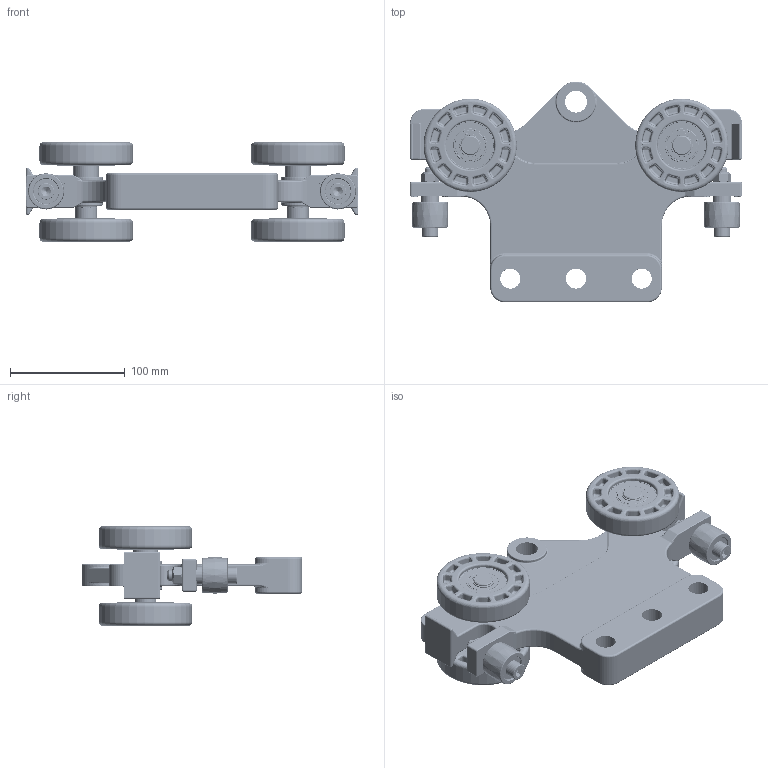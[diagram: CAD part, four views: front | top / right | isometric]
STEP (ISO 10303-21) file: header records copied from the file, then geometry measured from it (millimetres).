
FILE_DESCRIPTION((''),'2;1');
FILE_NAME('20024 THREE HOLE MOUNT KICKUP TROLLEY.stp','2011-03-29T12:37:53',('jholman'),(''),'Autodesk Inventor 2011','Autodesk Inventor 2011','');
FILE_SCHEMA(('AUTOMOTIVE_DESIGN { 1 0 10303 214 1 1 1 1 }'));
Length unit declared in the file: inch
Products named in the file (15): 20024; 3D11B4B4C; 3D11JDF4B; 3D11I6B4A; 3D11H6B4A; 3D11ODF4B; 3D11KDF4A; 3D11MDF4A; 3D11LDF4A; 3D11NDF4A; Hex Nut - UNC (Regular Thread - Inch) 3/8 - 16; Unbrako UNC Hex Socket Cap - Inch 3/8 x 2; 32045; 3D11HDF4B; 3D11IDF4A
Assembly tree (26 placements, depth 3):
  20024
    3D11B4B4C
    3D11JDF4B  x2
    3D11I6B4A  x2
    3D11H6B4A  x4
    3D11ODF4B  x2
      3D11KDF4A
      3D11MDF4A
      3D11LDF4A
      3D11NDF4A
    Hex Nut - UNC (Regular Thread - Inch) 3/8 - 16  x2
    Unbrako UNC Hex Socket Cap - Inch 3/8 x 2  x2
    32045  x4
      3D11HDF4B
      3D11IDF4A
Bounding box: 288.93 x 192.02 x 87.23 mm (x, y, z)
Volume: 1055927.3 mm3; surface area: 243108.6 mm2
Topology: 29 solids, 31 shells, 4281 faces, 9846 edges, 5377 vertices
Faces by surface type: plane 1097, bspline 1068, torus 762, cylinder 648, sphere 452, cone 254
Full cylindrical faces by diameter (mm): 1.016 x8, 1.321 x4, 7.798 x2, 9.525 x10, 9.754 x2, 12.7 x4, 14.3 x2, 15.875 x2, 15.977 x4, 16.954 x8, 16.993 x4, 17.463 x3, 17.78 x2, 17.882 x2, 19.05 x9, 22.098 x4, 22.174 x4, 22.225 x6, 26.594 x8, 26.797 x8, 28.575 x4, 34.925 x1, 41.707 x8, 41.91 x8, 42.238 x8, 46.99 x4, 47 x4, 81.28 x4
Entity records: 47197 total; most frequent: CARTESIAN_POINT 17179, DIRECTION 6030, ORIENTED_EDGE 5984, EDGE_CURVE 2992, AXIS2_PLACEMENT_3D 2619, VERTEX_POINT 1760, EDGE_LOOP 1642, CIRCLE 1469
